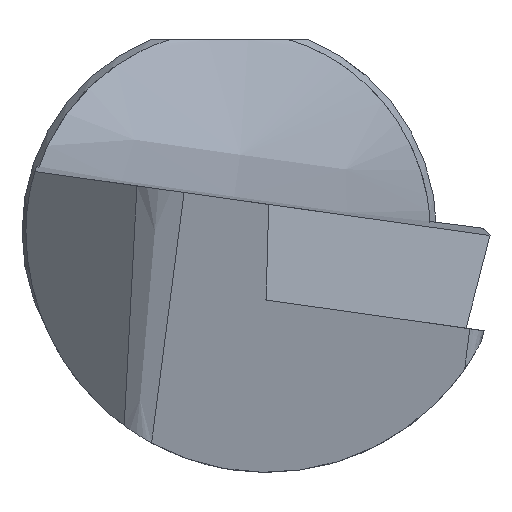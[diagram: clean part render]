
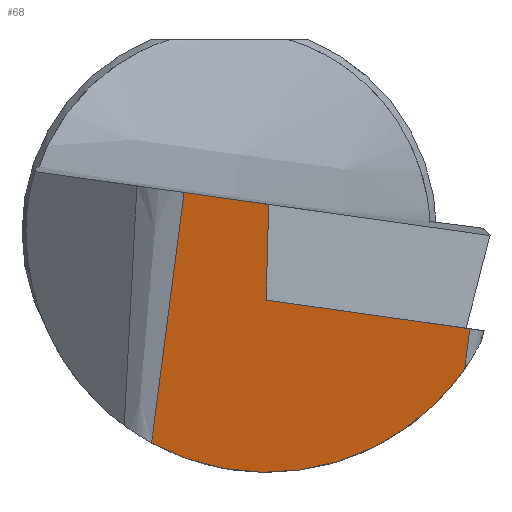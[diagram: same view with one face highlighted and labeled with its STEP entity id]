
A CAD part, left-side view. The second image highlights one B-rep face of the part: STEP entity #68.
In plain terms, the highlighted planar face has unit normal (-0.989, 0.102, -0.109).
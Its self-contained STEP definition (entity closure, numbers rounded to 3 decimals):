
#68=ADVANCED_FACE('',(#102),#91,.T.);
#91=PLANE('',#439);
#102=FACE_OUTER_BOUND('',#124,.T.);
#124=EDGE_LOOP('',(#177,#178,#179,#180,#181,#182));
#167=ELLIPSE('',#438,9.405,9.3);
#177=ORIENTED_EDGE('',*,*,#334,.F.);
#178=ORIENTED_EDGE('',*,*,#335,.F.);
#179=ORIENTED_EDGE('',*,*,#336,.T.);
#180=ORIENTED_EDGE('',*,*,#337,.T.);
#181=ORIENTED_EDGE('',*,*,#338,.F.);
#182=ORIENTED_EDGE('',*,*,#339,.F.);
#295=VERTEX_POINT('',#599);
#296=VERTEX_POINT('',#600);
#297=VERTEX_POINT('',#602);
#298=VERTEX_POINT('',#604);
#299=VERTEX_POINT('',#606);
#300=VERTEX_POINT('',#608);
#334=EDGE_CURVE('',#295,#296,#390,.T.);
#335=EDGE_CURVE('',#297,#295,#391,.T.);
#336=EDGE_CURVE('',#297,#298,#392,.T.);
#337=EDGE_CURVE('',#298,#299,#167,.T.);
#338=EDGE_CURVE('',#300,#299,#393,.T.);
#339=EDGE_CURVE('',#296,#300,#394,.T.);
#390=LINE('',#598,#414);
#391=LINE('',#601,#415);
#392=LINE('',#603,#416);
#393=LINE('',#607,#417);
#394=LINE('',#609,#418);
#414=VECTOR('',#483,1.);
#415=VECTOR('',#484,1.);
#416=VECTOR('',#485,1.);
#417=VECTOR('',#488,1.);
#418=VECTOR('',#489,1.);
#438=AXIS2_PLACEMENT_3D('',#605,#486,#487);
#439=AXIS2_PLACEMENT_3D('',#610,#490,#491);
#483=DIRECTION('',(0.112,0.027,-0.993));
#484=DIRECTION('',(-0.086,-0.987,-0.139));
#485=DIRECTION('',(0.121,0.128,-0.984));
#486=DIRECTION('',(-0.989,0.102,-0.109));
#487=DIRECTION('',(0.149,0.676,-0.722));
#488=DIRECTION('',(0.121,0.128,-0.984));
#489=DIRECTION('',(-0.086,-0.987,-0.139));
#490=DIRECTION('',(-0.989,0.102,-0.109));
#491=DIRECTION('',(-0.109,0.,0.994));
#598=CARTESIAN_POINT('',(0.939,-1.509,0.602));
#599=CARTESIAN_POINT('',(0.89,-1.521,1.04));
#600=CARTESIAN_POINT('',(1.306,-1.422,-2.652));
#601=CARTESIAN_POINT('',(0.26,-8.717,0.029));
#602=CARTESIAN_POINT('',(1.176,1.744,1.499));
#603=CARTESIAN_POINT('',(1.139,1.705,1.797));
#604=CARTESIAN_POINT('',(2.368,2.998,-8.167));
#605=CARTESIAN_POINT('',(1.012,-1.45,0.));
#606=CARTESIAN_POINT('',(0.81,-9.082,-5.314));
#607=CARTESIAN_POINT('',(0.133,-9.795,0.181));
#608=CARTESIAN_POINT('',(0.618,-9.284,-3.757));
#609=CARTESIAN_POINT('',(0.709,-8.244,-3.611));
#610=CARTESIAN_POINT('',(0.224,-8.755,0.327));
